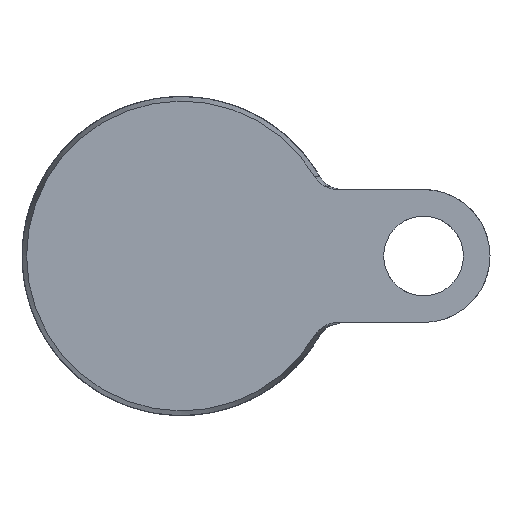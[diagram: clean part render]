
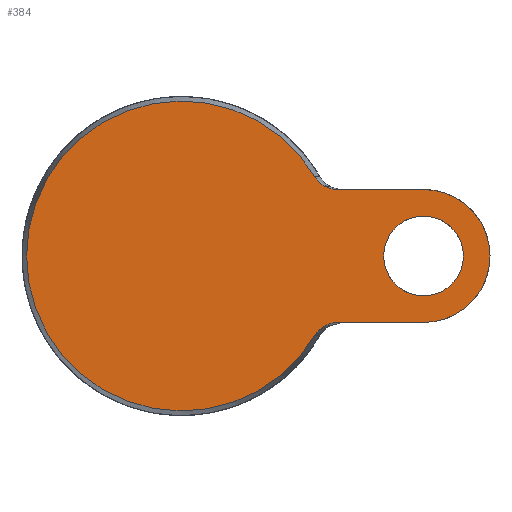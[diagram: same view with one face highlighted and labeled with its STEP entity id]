
A CAD part, front view. The second image highlights one B-rep face of the part: STEP entity #384.
In plain terms, the highlighted planar face has unit normal (0, -1, 0).
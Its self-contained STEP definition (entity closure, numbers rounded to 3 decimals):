
#21 = CARTESIAN_POINT ( 'NONE',  ( 26.495, 0., 13.38 ) ) ;
#41 = CARTESIAN_POINT ( 'NONE',  ( 25.976, 0., 13.785 ) ) ;
#46 = CARTESIAN_POINT ( 'NONE',  ( 0., 0., 0. ) ) ;
#63 = CARTESIAN_POINT ( 'NONE',  ( 27.871, 0., -12.72 ) ) ;
#65 = DIRECTION ( 'NONE',  ( 0., 0., 1. ) ) ;
#84 = CARTESIAN_POINT ( 'NONE',  ( 45.5, 0., -12.5 ) ) ;
#88 = CARTESIAN_POINT ( 'NONE',  ( 45.5, 0., 12.5 ) ) ;
#97 = DIRECTION ( 'NONE',  ( 0., 0., -1. ) ) ;
#101 = ORIENTED_EDGE ( 'NONE', *, *, #105, .F. ) ;
#105 = EDGE_CURVE ( 'NONE', #600, #1087, #942, .T. ) ;
#108 = AXIS2_PLACEMENT_3D ( 'NONE', #746, #294, #923 ) ;
#118 = ORIENTED_EDGE ( 'NONE', *, *, #709, .T. ) ;
#120 = CARTESIAN_POINT ( 'NONE',  ( 26.144, 0., 13.642 ) ) ;
#129 = CARTESIAN_POINT ( 'NONE',  ( 15., 0., 12.5 ) ) ;
#143 = EDGE_CURVE ( 'NONE', #836, #559, #194, .T. ) ;
#148 = CARTESIAN_POINT ( 'NONE',  ( 26.146, 0., -13.64 ) ) ;
#154 = CARTESIAN_POINT ( 'NONE',  ( 28.933, 0., -12.5 ) ) ;
#162 = ORIENTED_EDGE ( 'NONE', *, *, #143, .T. ) ;
#194 = B_SPLINE_CURVE_WITH_KNOTS ( 'NONE', 3,
 ( #717, #449, #293, #1067, #207, #377, #797, #723, #21, #120, #41, #362, #713, #542 ),
 .UNSPECIFIED., .F., .F.,
 ( 4, 2, 2, 2, 2, 2, 4 ),
 ( 0., 0.001, 0.002, 0.003, 0.003, 0.004, 0.005 ),
 .UNSPECIFIED. ) ;
#207 = CARTESIAN_POINT ( 'NONE',  ( 27.659, 0., 12.79 ) ) ;
#240 = CARTESIAN_POINT ( 'NONE',  ( 29.374, 0., -12.5 ) ) ;
#265 = CARTESIAN_POINT ( 'NONE',  ( 25.011, 0., 14.959 ) ) ;
#266 = VERTEX_POINT ( 'NONE', #523 ) ;
#293 = CARTESIAN_POINT ( 'NONE',  ( 28.502, 0., 12.556 ) ) ;
#294 = DIRECTION ( 'NONE',  ( 0., 1., 0. ) ) ;
#297 = LINE ( 'NONE', #129, #704 ) ;
#298 = CARTESIAN_POINT ( 'NONE',  ( 25.237, 0., -14.58 ) ) ;
#301 = CIRCLE ( 'NONE', #108, 7.5 ) ;
#339 = CIRCLE ( 'NONE', #388, 29.143 ) ;
#341 = LINE ( 'NONE', #601, #644 ) ;
#362 = CARTESIAN_POINT ( 'NONE',  ( 25.507, 0., 14.24 ) ) ;
#377 = CARTESIAN_POINT ( 'NONE',  ( 27.253, 0., 12.954 ) ) ;
#384 = ADVANCED_FACE ( 'NONE', ( #929, #404 ), #838, .F. ) ;
#386 = DIRECTION ( 'NONE',  ( 0., 0., -1. ) ) ;
#388 = AXIS2_PLACEMENT_3D ( 'NONE', #46, #1084, #386 ) ;
#402 = EDGE_CURVE ( 'NONE', #559, #772, #339, .T. ) ;
#404 = FACE_BOUND ( 'NONE', #889, .T. ) ;
#449 = CARTESIAN_POINT ( 'NONE',  ( 28.933, 0., 12.5 ) ) ;
#489 = CARTESIAN_POINT ( 'NONE',  ( 25.508, 0., -14.24 ) ) ;
#492 = ORIENTED_EDGE ( 'NONE', *, *, #948, .T. ) ;
#523 = CARTESIAN_POINT ( 'NONE',  ( 45.5, 0., 7.5 ) ) ;
#542 = CARTESIAN_POINT ( 'NONE',  ( 25.011, 0., 14.959 ) ) ;
#558 = CARTESIAN_POINT ( 'NONE',  ( 29.374, 0., -12.5 ) ) ;
#559 = VERTEX_POINT ( 'NONE', #265 ) ;
#566 = CARTESIAN_POINT ( 'NONE',  ( 26.497, 0., -13.379 ) ) ;
#589 = CARTESIAN_POINT ( 'NONE',  ( 27.255, 0., -12.953 ) ) ;
#600 = VERTEX_POINT ( 'NONE', #88 ) ;
#601 = CARTESIAN_POINT ( 'NONE',  ( 15., 0., -12.5 ) ) ;
#612 = EDGE_CURVE ( 'NONE', #1087, #778, #341, .T. ) ;
#643 = DIRECTION ( 'NONE',  ( 1., 0., 0. ) ) ;
#644 = VECTOR ( 'NONE', #952, 1000. ) ;
#662 = CARTESIAN_POINT ( 'NONE',  ( 29.374, 0., 12.5 ) ) ;
#704 = VECTOR ( 'NONE', #643, 1000. ) ;
#709 = EDGE_CURVE ( 'NONE', #772, #778, #718, .T. ) ;
#713 = CARTESIAN_POINT ( 'NONE',  ( 25.237, 0., 14.58 ) ) ;
#717 = CARTESIAN_POINT ( 'NONE',  ( 29.374, 0., 12.5 ) ) ;
#718 = B_SPLINE_CURVE_WITH_KNOTS ( 'NONE', 3,
 ( #732, #298, #489, #747, #148, #566, #835, #589, #739, #63, #936, #154, #558 ),
 .UNSPECIFIED., .F., .F.,
 ( 4, 2, 2, 1, 2, 2, 4 ),
 ( 0., 0.001, 0.002, 0.003, 0.003, 0.004, 0.005 ),
 .UNSPECIFIED. ) ;
#719 = ORIENTED_EDGE ( 'NONE', *, *, #990, .F. ) ;
#723 = CARTESIAN_POINT ( 'NONE',  ( 26.678, 0., 13.261 ) ) ;
#732 = CARTESIAN_POINT ( 'NONE',  ( 25.011, 0., -14.959 ) ) ;
#739 = CARTESIAN_POINT ( 'NONE',  ( 27.662, 0., -12.789 ) ) ;
#746 = CARTESIAN_POINT ( 'NONE',  ( 45.5, 0., 0. ) ) ;
#747 = CARTESIAN_POINT ( 'NONE',  ( 25.977, 0., -13.784 ) ) ;
#759 = AXIS2_PLACEMENT_3D ( 'NONE', #958, #870, #97 ) ;
#772 = VERTEX_POINT ( 'NONE', #1004 ) ;
#778 = VERTEX_POINT ( 'NONE', #240 ) ;
#797 = CARTESIAN_POINT ( 'NONE',  ( 27.057, 0., 13.048 ) ) ;
#803 = EDGE_LOOP ( 'NONE', ( #719, #162, #1094, #118, #904, #101 ) ) ;
#820 = CARTESIAN_POINT ( 'NONE',  ( -29.143, 0., 0. ) ) ;
#835 = CARTESIAN_POINT ( 'NONE',  ( 26.862, 0., -13.142 ) ) ;
#836 = VERTEX_POINT ( 'NONE', #662 ) ;
#838 = PLANE ( 'NONE',  #882 ) ;
#870 = DIRECTION ( 'NONE',  ( 0., 1., 0. ) ) ;
#882 = AXIS2_PLACEMENT_3D ( 'NONE', #820, #907, #65 ) ;
#889 = EDGE_LOOP ( 'NONE', ( #492 ) ) ;
#904 = ORIENTED_EDGE ( 'NONE', *, *, #612, .F. ) ;
#907 = DIRECTION ( 'NONE',  ( 0., 1., 0. ) ) ;
#923 = DIRECTION ( 'NONE',  ( 0., 0., 1. ) ) ;
#929 = FACE_OUTER_BOUND ( 'NONE', #803, .T. ) ;
#936 = CARTESIAN_POINT ( 'NONE',  ( 28.503, 0., -12.556 ) ) ;
#942 = CIRCLE ( 'NONE', #759, 12.5 ) ;
#948 = EDGE_CURVE ( 'NONE', #266, #266, #301, .T. ) ;
#952 = DIRECTION ( 'NONE',  ( -1., 0., 0. ) ) ;
#958 = CARTESIAN_POINT ( 'NONE',  ( 45.5, 0., 0. ) ) ;
#990 = EDGE_CURVE ( 'NONE', #836, #600, #297, .T. ) ;
#1004 = CARTESIAN_POINT ( 'NONE',  ( 25.011, 0., -14.959 ) ) ;
#1067 = CARTESIAN_POINT ( 'NONE',  ( 27.869, 0., 12.721 ) ) ;
#1084 = DIRECTION ( 'NONE',  ( 0., -1., 0. ) ) ;
#1087 = VERTEX_POINT ( 'NONE', #84 ) ;
#1094 = ORIENTED_EDGE ( 'NONE', *, *, #402, .T. ) ;
